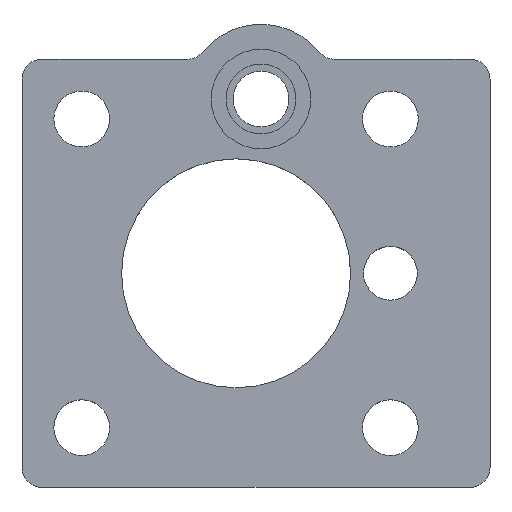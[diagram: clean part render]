
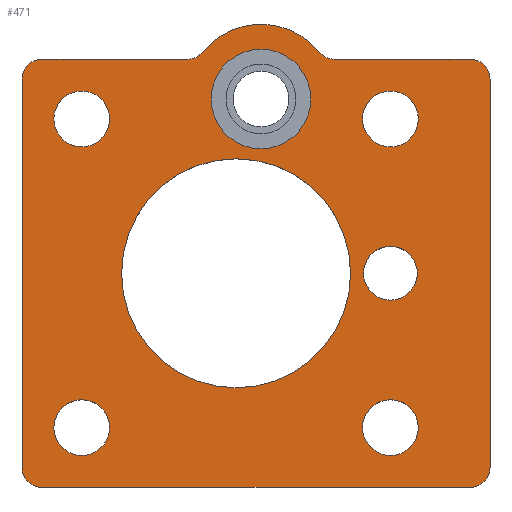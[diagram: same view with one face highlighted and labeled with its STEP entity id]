
A CAD part, top view. The second image highlights one B-rep face of the part: STEP entity #471.
In plain terms, the highlighted planar face has unit normal (0, 0, 1).
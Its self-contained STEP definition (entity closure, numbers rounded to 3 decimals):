
#24=FACE_BOUND('',#99,.T.);
#25=FACE_BOUND('',#100,.T.);
#26=FACE_BOUND('',#101,.T.);
#27=FACE_BOUND('',#102,.T.);
#28=FACE_BOUND('',#103,.T.);
#29=FACE_BOUND('',#104,.T.);
#30=FACE_BOUND('',#105,.T.);
#39=PLANE('',#542);
#64=FACE_OUTER_BOUND('',#98,.T.);
#98=EDGE_LOOP('',(#412,#413,#414,#415,#416,#417,#418,#419,#420,#421,#422,
#423));
#99=EDGE_LOOP('',(#424));
#100=EDGE_LOOP('',(#425));
#101=EDGE_LOOP('',(#426));
#102=EDGE_LOOP('',(#427));
#103=EDGE_LOOP('',(#428));
#104=EDGE_LOOP('',(#429));
#105=EDGE_LOOP('',(#430));
#113=LINE('',#738,#144);
#120=LINE('',#760,#151);
#125=LINE('',#773,#156);
#135=LINE('',#817,#166);
#136=LINE('',#819,#167);
#144=VECTOR('',#588,10.);
#151=VECTOR('',#613,10.);
#156=VECTOR('',#628,10.);
#166=VECTOR('',#684,10.);
#167=VECTOR('',#687,10.);
#168=CIRCLE('',#487,2.);
#183=CIRCLE('',#505,2.);
#184=CIRCLE('',#507,2.);
#185=CIRCLE('',#509,7.5);
#186=CIRCLE('',#511,2.);
#187=CIRCLE('',#514,2.);
#188=CIRCLE('',#516,2.);
#193=CIRCLE('',#526,5.);
#194=CIRCLE('',#529,11.5);
#195=CIRCLE('',#531,2.8);
#196=CIRCLE('',#533,2.8);
#197=CIRCLE('',#535,2.8);
#198=CIRCLE('',#537,2.8);
#199=CIRCLE('',#539,2.7);
#200=VERTEX_POINT('',#692);
#201=VERTEX_POINT('',#693);
#221=VERTEX_POINT('',#737);
#222=VERTEX_POINT('',#741);
#223=VERTEX_POINT('',#745);
#224=VERTEX_POINT('',#747);
#225=VERTEX_POINT('',#753);
#226=VERTEX_POINT('',#754);
#227=VERTEX_POINT('',#759);
#228=VERTEX_POINT('',#763);
#229=VERTEX_POINT('',#767);
#230=VERTEX_POINT('',#768);
#235=VERTEX_POINT('',#788);
#236=VERTEX_POINT('',#793);
#237=VERTEX_POINT('',#797);
#238=VERTEX_POINT('',#801);
#239=VERTEX_POINT('',#805);
#240=VERTEX_POINT('',#809);
#241=VERTEX_POINT('',#813);
#242=EDGE_CURVE('',#200,#201,#168,.T.);
#264=EDGE_CURVE('',#221,#201,#113,.T.);
#266=EDGE_CURVE('',#221,#222,#183,.T.);
#269=EDGE_CURVE('',#223,#224,#184,.T.);
#271=EDGE_CURVE('',#223,#222,#185,.T.);
#272=EDGE_CURVE('',#225,#226,#186,.T.);
#275=EDGE_CURVE('',#227,#226,#120,.T.);
#277=EDGE_CURVE('',#227,#228,#187,.T.);
#279=EDGE_CURVE('',#229,#230,#188,.T.);
#282=EDGE_CURVE('',#200,#230,#125,.T.);
#290=EDGE_CURVE('',#235,#235,#193,.T.);
#291=EDGE_CURVE('',#236,#236,#194,.T.);
#293=EDGE_CURVE('',#237,#237,#195,.F.);
#295=EDGE_CURVE('',#238,#238,#196,.F.);
#297=EDGE_CURVE('',#239,#239,#197,.F.);
#299=EDGE_CURVE('',#240,#240,#198,.F.);
#301=EDGE_CURVE('',#241,#241,#199,.T.);
#303=EDGE_CURVE('',#225,#224,#135,.T.);
#304=EDGE_CURVE('',#229,#228,#136,.T.);
#412=ORIENTED_EDGE('',*,*,#242,.F.);
#413=ORIENTED_EDGE('',*,*,#282,.T.);
#414=ORIENTED_EDGE('',*,*,#279,.F.);
#415=ORIENTED_EDGE('',*,*,#304,.T.);
#416=ORIENTED_EDGE('',*,*,#277,.F.);
#417=ORIENTED_EDGE('',*,*,#275,.T.);
#418=ORIENTED_EDGE('',*,*,#272,.F.);
#419=ORIENTED_EDGE('',*,*,#303,.T.);
#420=ORIENTED_EDGE('',*,*,#269,.F.);
#421=ORIENTED_EDGE('',*,*,#271,.T.);
#422=ORIENTED_EDGE('',*,*,#266,.F.);
#423=ORIENTED_EDGE('',*,*,#264,.T.);
#424=ORIENTED_EDGE('',*,*,#290,.T.);
#425=ORIENTED_EDGE('',*,*,#301,.T.);
#426=ORIENTED_EDGE('',*,*,#299,.T.);
#427=ORIENTED_EDGE('',*,*,#297,.T.);
#428=ORIENTED_EDGE('',*,*,#295,.T.);
#429=ORIENTED_EDGE('',*,*,#293,.T.);
#430=ORIENTED_EDGE('',*,*,#291,.T.);
#471=ADVANCED_FACE('',(#64,#24,#25,#26,#27,#28,#29,#30),#39,.T.);
#487=AXIS2_PLACEMENT_3D('',#694,#547,#548);
#505=AXIS2_PLACEMENT_3D('',#742,#592,#593);
#507=AXIS2_PLACEMENT_3D('',#748,#598,#599);
#509=AXIS2_PLACEMENT_3D('',#751,#603,#604);
#511=AXIS2_PLACEMENT_3D('',#755,#607,#608);
#514=AXIS2_PLACEMENT_3D('',#764,#617,#618);
#516=AXIS2_PLACEMENT_3D('',#769,#622,#623);
#526=AXIS2_PLACEMENT_3D('',#790,#648,#649);
#529=AXIS2_PLACEMENT_3D('',#794,#654,#655);
#531=AXIS2_PLACEMENT_3D('',#798,#659,#660);
#533=AXIS2_PLACEMENT_3D('',#802,#664,#665);
#535=AXIS2_PLACEMENT_3D('',#806,#669,#670);
#537=AXIS2_PLACEMENT_3D('',#810,#674,#675);
#539=AXIS2_PLACEMENT_3D('',#814,#679,#680);
#542=AXIS2_PLACEMENT_3D('',#820,#688,#689);
#547=DIRECTION('center_axis',(0.,0.,-1.));
#548=DIRECTION('ref_axis',(-0.707,0.707,0.));
#588=DIRECTION('',(-1.,0.,0.));
#592=DIRECTION('center_axis',(0.,0.,1.));
#593=DIRECTION('ref_axis',(0.429,-0.903,0.));
#598=DIRECTION('center_axis',(0.,0.,1.));
#599=DIRECTION('ref_axis',(-0.429,-0.903,0.));
#603=DIRECTION('center_axis',(0.,0.,1.));
#604=DIRECTION('ref_axis',(1.,0.,0.));
#607=DIRECTION('center_axis',(0.,0.,-1.));
#608=DIRECTION('ref_axis',(0.707,0.707,0.));
#613=DIRECTION('',(0.,1.,0.));
#617=DIRECTION('center_axis',(0.,0.,-1.));
#618=DIRECTION('ref_axis',(0.707,-0.707,0.));
#622=DIRECTION('center_axis',(0.,0.,-1.));
#623=DIRECTION('ref_axis',(-0.707,-0.707,0.));
#628=DIRECTION('',(0.,-1.,0.));
#648=DIRECTION('center_axis',(0.,0.,-1.));
#649=DIRECTION('ref_axis',(1.,0.,0.));
#654=DIRECTION('center_axis',(0.,0.,-1.));
#655=DIRECTION('ref_axis',(1.,0.,0.));
#659=DIRECTION('center_axis',(0.,0.,1.));
#660=DIRECTION('ref_axis',(1.,0.,0.));
#664=DIRECTION('center_axis',(0.,0.,1.));
#665=DIRECTION('ref_axis',(1.,0.,0.));
#669=DIRECTION('center_axis',(0.,0.,1.));
#670=DIRECTION('ref_axis',(1.,0.,0.));
#674=DIRECTION('center_axis',(0.,0.,1.));
#675=DIRECTION('ref_axis',(1.,0.,0.));
#679=DIRECTION('center_axis',(0.,0.,-1.));
#680=DIRECTION('ref_axis',(1.,0.,0.));
#684=DIRECTION('',(-1.,0.,0.));
#687=DIRECTION('',(1.,0.,0.));
#688=DIRECTION('center_axis',(0.,0.,1.));
#689=DIRECTION('ref_axis',(1.,0.,0.));
#692=CARTESIAN_POINT('',(43.,41.,5.));
#693=CARTESIAN_POINT('',(45.,43.,5.));
#694=CARTESIAN_POINT('Origin',(45.,41.,5.));
#737=CARTESIAN_POINT('',(59.635,43.,5.));
#738=CARTESIAN_POINT('',(43.,43.,5.));
#741=CARTESIAN_POINT('',(61.185,43.737,5.));
#742=CARTESIAN_POINT('Origin',(59.635,45.,5.));
#745=CARTESIAN_POINT('',(72.815,43.737,5.));
#747=CARTESIAN_POINT('',(74.365,43.,5.));
#748=CARTESIAN_POINT('Origin',(74.365,45.,5.));
#751=CARTESIAN_POINT('Origin',(67.,39.,5.));
#753=CARTESIAN_POINT('',(88.,43.,5.));
#754=CARTESIAN_POINT('',(90.,41.,5.));
#755=CARTESIAN_POINT('Origin',(88.,41.,5.));
#759=CARTESIAN_POINT('',(90.,2.,5.));
#760=CARTESIAN_POINT('',(90.,43.,5.));
#763=CARTESIAN_POINT('',(88.,0.,5.));
#764=CARTESIAN_POINT('Origin',(88.,2.,5.));
#767=CARTESIAN_POINT('',(45.,0.,5.));
#768=CARTESIAN_POINT('',(43.,2.,5.));
#769=CARTESIAN_POINT('Origin',(45.,2.,5.));
#773=CARTESIAN_POINT('',(43.,0.,5.));
#788=CARTESIAN_POINT('',(62.,39.,5.));
#790=CARTESIAN_POINT('Origin',(67.,39.,5.));
#793=CARTESIAN_POINT('',(53.,21.5,5.));
#794=CARTESIAN_POINT('Origin',(64.5,21.5,5.));
#797=CARTESIAN_POINT('',(46.2,37.,5.));
#798=CARTESIAN_POINT('Origin',(49.,37.,5.));
#801=CARTESIAN_POINT('',(46.2,6.,5.));
#802=CARTESIAN_POINT('Origin',(49.,6.,5.));
#805=CARTESIAN_POINT('',(77.2,6.,5.));
#806=CARTESIAN_POINT('Origin',(80.,6.,5.));
#809=CARTESIAN_POINT('',(77.2,37.,5.));
#810=CARTESIAN_POINT('Origin',(80.,37.,5.));
#813=CARTESIAN_POINT('',(77.3,21.5,5.));
#814=CARTESIAN_POINT('Origin',(80.,21.5,5.));
#817=CARTESIAN_POINT('',(86.,43.,5.));
#819=CARTESIAN_POINT('',(86.,0.,5.));
#820=CARTESIAN_POINT('Origin',(66.5,23.25,5.));
